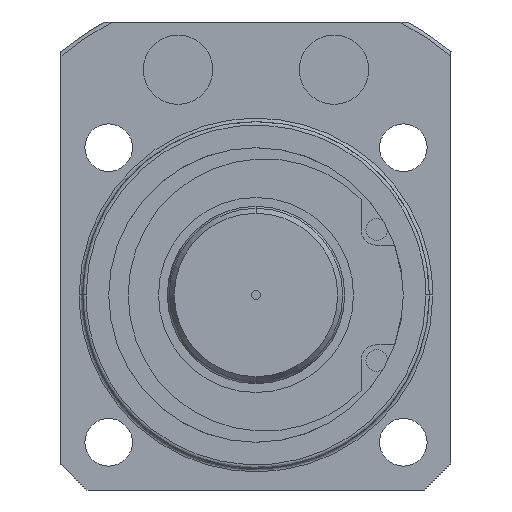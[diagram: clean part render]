
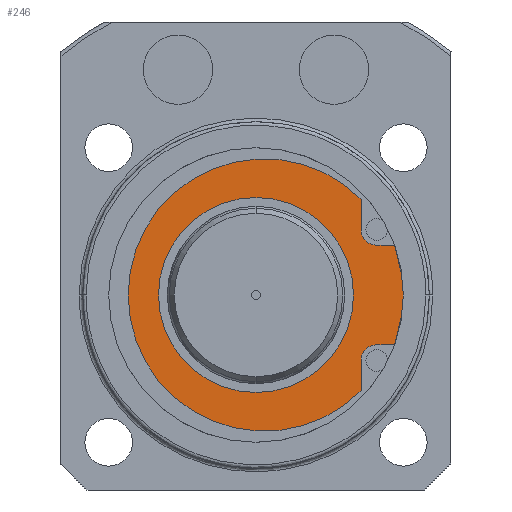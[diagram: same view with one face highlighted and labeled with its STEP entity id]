
A CAD part, front view. The second image highlights one B-rep face of the part: STEP entity #246.
In plain terms, the highlighted planar face has unit normal (0, -1, 0).
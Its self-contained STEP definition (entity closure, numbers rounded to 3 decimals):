
#246 = ADVANCED_FACE ( 'NONE', ( #2212, #2284 ), #8292, .T. ) ;
#362 = EDGE_CURVE ( 'NONE', #10620, #10517, #1953, .T. ) ;
#366 = EDGE_CURVE ( 'NONE', #10627, #2143, #1944, .T. ) ;
#368 = EDGE_CURVE ( 'NONE', #2153, #10520, #1936, .T. ) ;
#373 = EDGE_CURVE ( 'NONE', #2143, #2126, #1934, .T. ) ;
#401 = EDGE_CURVE ( 'NONE', #2126, #2153, #1910, .T. ) ;
#437 = AXIS2_PLACEMENT_3D ( 'NONE', #5048, #5049, #5050 ) ;
#441 = AXIS2_PLACEMENT_3D ( 'NONE', #5060, #5061, #5062 ) ;
#457 = AXIS2_PLACEMENT_3D ( 'NONE', #3889, #3888, #3887 ) ;
#646 = AXIS2_PLACEMENT_3D ( 'NONE', #9815, #9814, #9813 ) ;
#647 = AXIS2_PLACEMENT_3D ( 'NONE', #9809, #9808, #9807 ) ;
#688 = AXIS2_PLACEMENT_3D ( 'NONE', #12674, #12675, #12676 ) ;
#1910 = CIRCLE ( 'NONE', #457, 1.82 ) ;
#1927 = VECTOR ( 'NONE', #5075, 1000. ) ;
#1934 = LINE ( 'NONE', #5067, #1927 ) ;
#1936 = LINE ( 'NONE', #5063, #1940 ) ;
#1940 = VECTOR ( 'NONE', #5047, 1000. ) ;
#1944 = CIRCLE ( 'NONE', #441, 15.713 ) ;
#1953 = CIRCLE ( 'NONE', #437, 11.25 ) ;
#2095 = VERTEX_POINT ( 'NONE', #3631 ) ;
#2099 = VERTEX_POINT ( 'NONE', #3629 ) ;
#2126 = VERTEX_POINT ( 'NONE', #3626 ) ;
#2131 = VERTEX_POINT ( 'NONE', #3625 ) ;
#2143 = VERTEX_POINT ( 'NONE', #3623 ) ;
#2153 = VERTEX_POINT ( 'NONE', #3622 ) ;
#2212 = FACE_OUTER_BOUND ( 'NONE', #8724, .T. ) ;
#2213 = ORIENTED_EDGE ( 'NONE', *, *, #7817, .T. ) ;
#2214 = ORIENTED_EDGE ( 'NONE', *, *, #7893, .T. ) ;
#2242 = ORIENTED_EDGE ( 'NONE', *, *, #366, .T. ) ;
#2251 = ORIENTED_EDGE ( 'NONE', *, *, #7891, .T. ) ;
#2263 = ORIENTED_EDGE ( 'NONE', *, *, #368, .T. ) ;
#2274 = ORIENTED_EDGE ( 'NONE', *, *, #373, .T. ) ;
#2277 = ORIENTED_EDGE ( 'NONE', *, *, #7251, .T. ) ;
#2284 = FACE_BOUND ( 'NONE', #8714, .T. ) ;
#2286 = ORIENTED_EDGE ( 'NONE', *, *, #7831, .T. ) ;
#2301 = ORIENTED_EDGE ( 'NONE', *, *, #7326, .T. ) ;
#2309 = ORIENTED_EDGE ( 'NONE', *, *, #362, .T. ) ;
#2650 = CARTESIAN_POINT ( 'NONE',  ( -17., -75.1, 5.75 ) ) ;
#2651 = DIRECTION ( 'NONE',  ( -1., 0., 0. ) ) ;
#2760 = CARTESIAN_POINT ( 'NONE',  ( 0., -75.1, 0. ) ) ;
#2761 = DIRECTION ( 'NONE',  ( 0., -1., 0. ) ) ;
#2762 = DIRECTION ( 'NONE',  ( 1., 0., 0. ) ) ;
#3061 = CARTESIAN_POINT ( 'NONE',  ( 12.121, -75.1, 0. ) ) ;
#3070 = DIRECTION ( 'NONE',  ( 0., 0., 1. ) ) ;
#3153 = CARTESIAN_POINT ( 'NONE',  ( 13.941, -75.1, 7.57 ) ) ;
#3154 = DIRECTION ( 'NONE',  ( 0., 1., 0. ) ) ;
#3155 = DIRECTION ( 'NONE',  ( -1., 0., 0. ) ) ;
#3507 = CARTESIAN_POINT ( 'NONE',  ( -11.25, -75.1, 0. ) ) ;
#3510 = CARTESIAN_POINT ( 'NONE',  ( 15.998, -75.1, -5.75 ) ) ;
#3622 = CARTESIAN_POINT ( 'NONE',  ( 13.941, -75.1, -5.75 ) ) ;
#3623 = CARTESIAN_POINT ( 'NONE',  ( 12.121, -75.1, -11.063 ) ) ;
#3625 = CARTESIAN_POINT ( 'NONE',  ( 13.941, -75.1, 5.75 ) ) ;
#3626 = CARTESIAN_POINT ( 'NONE',  ( 12.121, -75.1, -7.57 ) ) ;
#3629 = CARTESIAN_POINT ( 'NONE',  ( 15.998, -75.1, 5.75 ) ) ;
#3631 = CARTESIAN_POINT ( 'NONE',  ( 12.121, -75.1, 7.57 ) ) ;
#3887 = DIRECTION ( 'NONE',  ( -1., 0., 0. ) ) ;
#3888 = DIRECTION ( 'NONE',  ( 0., 1., 0. ) ) ;
#3889 = CARTESIAN_POINT ( 'NONE',  ( 13.941, -75.1, -7.57 ) ) ;
#3988 = CARTESIAN_POINT ( 'NONE',  ( 11.25, -75.1, 0. ) ) ;
#3992 = CARTESIAN_POINT ( 'NONE',  ( -14.75, -75.1, 0. ) ) ;
#4000 = CARTESIAN_POINT ( 'NONE',  ( 17., -75.1, 0. ) ) ;
#4005 = CARTESIAN_POINT ( 'NONE',  ( 12.121, -75.1, 11.063 ) ) ;
#4464 = AXIS2_PLACEMENT_3D ( 'NONE', #2760, #2761, #2762 ) ;
#4496 = AXIS2_PLACEMENT_3D ( 'NONE', #3153, #3154, #3155 ) ;
#5047 = DIRECTION ( 'NONE',  ( 1., 0., 0. ) ) ;
#5048 = CARTESIAN_POINT ( 'NONE',  ( 0., -75.1, 0. ) ) ;
#5049 = DIRECTION ( 'NONE',  ( 0., 1., 0. ) ) ;
#5050 = DIRECTION ( 'NONE',  ( 1., 0., 0. ) ) ;
#5060 = CARTESIAN_POINT ( 'NONE',  ( 0.962, -75.1, 0. ) ) ;
#5061 = DIRECTION ( 'NONE',  ( 0., -1., 0. ) ) ;
#5062 = DIRECTION ( 'NONE',  ( -1., 0., 0. ) ) ;
#5063 = CARTESIAN_POINT ( 'NONE',  ( -17., -75.1, -5.75 ) ) ;
#5067 = CARTESIAN_POINT ( 'NONE',  ( 12.121, -75.1, 0. ) ) ;
#5075 = DIRECTION ( 'NONE',  ( 0., 0., 1. ) ) ;
#7120 = AXIS2_PLACEMENT_3D ( 'NONE', #8296, #8290, #8289 ) ;
#7251 = EDGE_CURVE ( 'NONE', #10648, #10627, #11371, .T. ) ;
#7254 = EDGE_CURVE ( 'NONE', #10517, #10620, #11362, .T. ) ;
#7326 = EDGE_CURVE ( 'NONE', #10520, #10640, #11202, .T. ) ;
#7817 = EDGE_CURVE ( 'NONE', #2099, #2131, #10818, .T. ) ;
#7831 = EDGE_CURVE ( 'NONE', #10640, #2099, #11031, .T. ) ;
#7891 = EDGE_CURVE ( 'NONE', #2095, #10648, #11904, .T. ) ;
#7893 = EDGE_CURVE ( 'NONE', #2131, #2095, #11938, .T. ) ;
#8289 = DIRECTION ( 'NONE',  ( 1., 0., 0. ) ) ;
#8290 = DIRECTION ( 'NONE',  ( 0., -1., 0. ) ) ;
#8292 = PLANE ( 'NONE',  #7120 ) ;
#8296 = CARTESIAN_POINT ( 'NONE',  ( -17., -75.1, 0. ) ) ;
#8493 = ORIENTED_EDGE ( 'NONE', *, *, #401, .T. ) ;
#8714 = EDGE_LOOP ( 'NONE', ( #2309, #8748 ) ) ;
#8724 = EDGE_LOOP ( 'NONE', ( #2301, #2286, #2213, #2214, #2251, #2277, #2242, #2274, #8493, #2263 ) ) ;
#8748 = ORIENTED_EDGE ( 'NONE', *, *, #7254, .T. ) ;
#9807 = DIRECTION ( 'NONE',  ( 1., 0., 0. ) ) ;
#9808 = DIRECTION ( 'NONE',  ( 0., 1., 0. ) ) ;
#9809 = CARTESIAN_POINT ( 'NONE',  ( 0., -75.1, 0. ) ) ;
#9813 = DIRECTION ( 'NONE',  ( -1., 0., 0. ) ) ;
#9814 = DIRECTION ( 'NONE',  ( 0., -1., 0. ) ) ;
#9815 = CARTESIAN_POINT ( 'NONE',  ( 0.962, -75.1, 0. ) ) ;
#10517 = VERTEX_POINT ( 'NONE', #3507 ) ;
#10520 = VERTEX_POINT ( 'NONE', #3510 ) ;
#10620 = VERTEX_POINT ( 'NONE', #3988 ) ;
#10627 = VERTEX_POINT ( 'NONE', #3992 ) ;
#10640 = VERTEX_POINT ( 'NONE', #4000 ) ;
#10648 = VERTEX_POINT ( 'NONE', #4005 ) ;
#10818 = LINE ( 'NONE', #2650, #11003 ) ;
#11003 = VECTOR ( 'NONE', #2651, 1000. ) ;
#11031 = CIRCLE ( 'NONE', #4464, 17. ) ;
#11202 = CIRCLE ( 'NONE', #688, 17. ) ;
#11362 = CIRCLE ( 'NONE', #647, 11.25 ) ;
#11371 = CIRCLE ( 'NONE', #646, 15.713 ) ;
#11879 = VECTOR ( 'NONE', #3070, 1000. ) ;
#11904 = LINE ( 'NONE', #3061, #11879 ) ;
#11938 = CIRCLE ( 'NONE', #4496, 1.82 ) ;
#12674 = CARTESIAN_POINT ( 'NONE',  ( 0., -75.1, 0. ) ) ;
#12675 = DIRECTION ( 'NONE',  ( 0., -1., 0. ) ) ;
#12676 = DIRECTION ( 'NONE',  ( 1., 0., 0. ) ) ;
